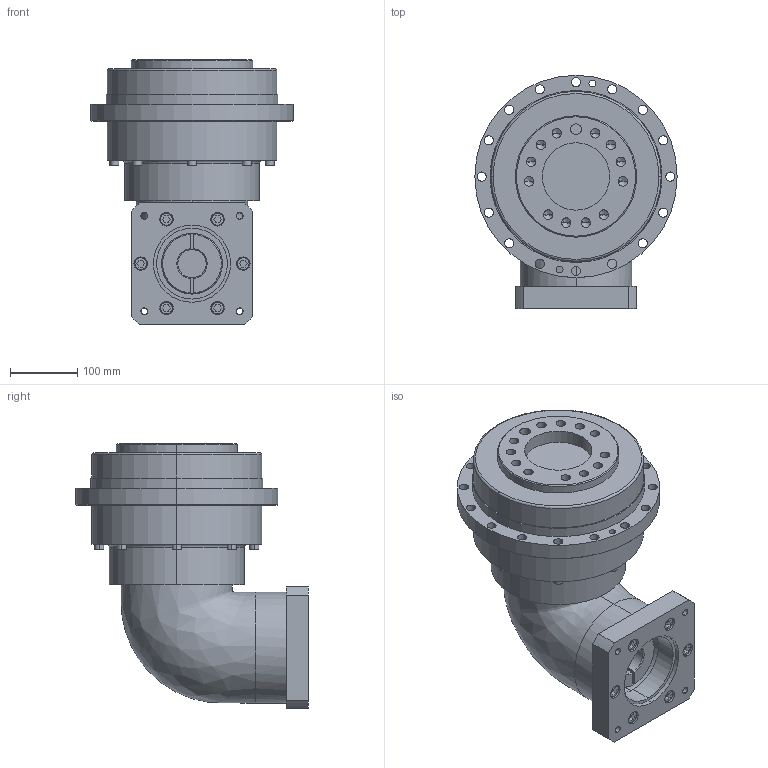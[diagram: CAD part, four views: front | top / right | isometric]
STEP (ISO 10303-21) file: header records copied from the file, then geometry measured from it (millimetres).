
FILE_DESCRIPTION (( 'STEP AP203' ), '1' );
FILE_NAME ('EVT255-L2-42-114.3-200.STEP', '2022-06-15T09:06:10', ( 'PC' ), ( 'Microsoft' ), 'SwSTEP 2.0', 'SolidWorks 2016', '' );
FILE_SCHEMA (( 'CONFIG_CONTROL_DESIGN' ));
Length unit declared in the file: millimetre
Products named in the file (1): EVT255-L2-42-114.3-200
Bounding box: 300 x 345.3 x 392.5 mm (x, y, z)
Volume: 14513174.9 mm3; surface area: 566030.9 mm2
Topology: 1 solids, 1 shells, 359 faces, 860 edges, 538 vertices
Faces by surface type: plane 145, cylinder 140, cone 40, torus 32, bspline 2
Entity records: 11729 total; most frequent: CARTESIAN_POINT 3040, DIRECTION 1904, ORIENTED_EDGE 1672, EDGE_CURVE 836, AXIS2_PLACEMENT_3D 724, VERTEX_POINT 538, EDGE_LOOP 462, LINE 456
